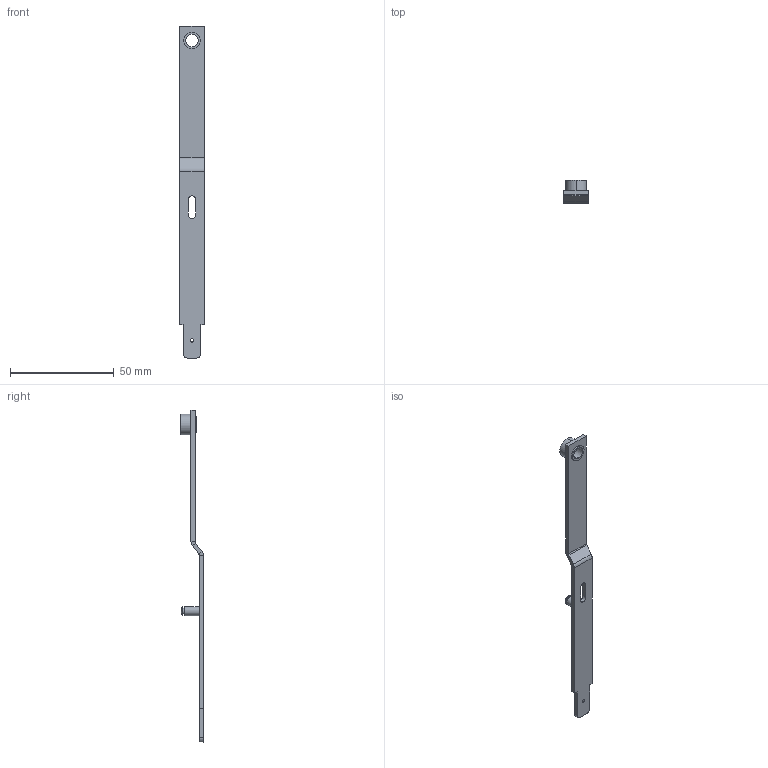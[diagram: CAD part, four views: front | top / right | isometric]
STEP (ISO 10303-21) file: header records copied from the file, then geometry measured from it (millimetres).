
FILE_DESCRIPTION (( 'STEP AP214' ), '1' );
FILE_NAME ('Carriage Movement Lever.STEP', '2025-07-06T08:35:26', ( '' ), ( '' ), 'SwSTEP 2.0', 'SolidWorks 2025', '' );
FILE_SCHEMA (( 'AUTOMOTIVE_DESIGN' ));
Length unit declared in the file: millimetre
Products named in the file (1): Carriage Movement Lever
Bounding box: 12 x 11 x 160.2 mm (x, y, z)
Volume: 4011.8 mm3; surface area: 4820 mm2
Topology: 1 solids, 1 shells, 52 faces, 122 edges, 76 vertices
Faces by surface type: plane 28, cylinder 23, sphere 1
Entity records: 1507 total; most frequent: DIRECTION 271, CARTESIAN_POINT 246, ORIENTED_EDGE 238, EDGE_CURVE 119, AXIS2_PLACEMENT_3D 99, VERTEX_POINT 74, VECTOR 73, LINE 73
